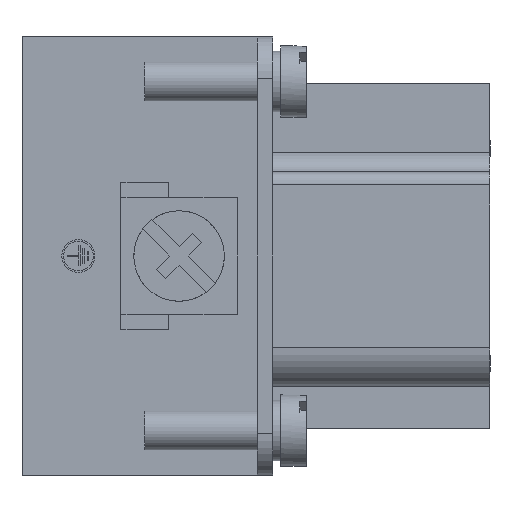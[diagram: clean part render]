
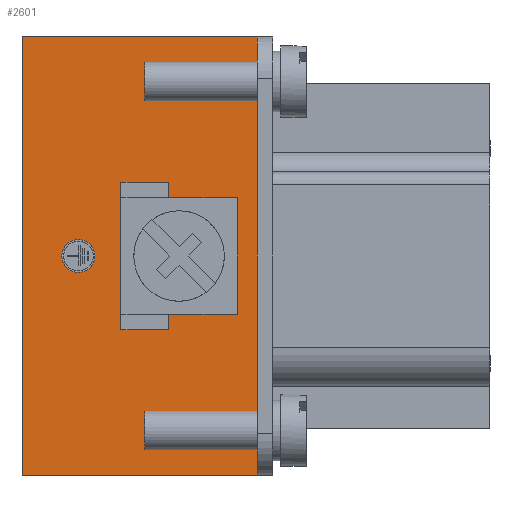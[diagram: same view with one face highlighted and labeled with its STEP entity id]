
A CAD part, left-side view. The second image highlights one B-rep face of the part: STEP entity #2601.
In plain terms, the highlighted planar face has unit normal (-1, 0, 0).
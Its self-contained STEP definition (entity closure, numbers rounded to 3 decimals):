
#1815=FACE_BOUND('',#4209,.T.);
#1816=FACE_BOUND('',#4210,.T.);
#1817=FACE_BOUND('',#4211,.T.);
#2041=CIRCLE('',#12992,1.28);
#2601=ADVANCED_FACE('',(#1815,#1816,#1817),#3075,.T.);
#3075=PLANE('',#13010);
#4209=EDGE_LOOP('',(#6751,#6752,#6753,#6754,#6755,#6756,#6757,#6758));
#4210=EDGE_LOOP('',(#6759));
#4211=EDGE_LOOP('',(#6760,#6761,#6762,#6763));
#6751=ORIENTED_EDGE('',*,*,#9413,.T.);
#6752=ORIENTED_EDGE('',*,*,#9398,.T.);
#6753=ORIENTED_EDGE('',*,*,#9402,.T.);
#6754=ORIENTED_EDGE('',*,*,#9403,.T.);
#6755=ORIENTED_EDGE('',*,*,#9406,.T.);
#6756=ORIENTED_EDGE('',*,*,#9407,.T.);
#6757=ORIENTED_EDGE('',*,*,#9409,.T.);
#6758=ORIENTED_EDGE('',*,*,#9411,.T.);
#6759=ORIENTED_EDGE('',*,*,#9465,.T.);
#6760=ORIENTED_EDGE('',*,*,#9483,.F.);
#6761=ORIENTED_EDGE('',*,*,#9484,.T.);
#6762=ORIENTED_EDGE('',*,*,#9485,.T.);
#6763=ORIENTED_EDGE('',*,*,#9481,.T.);
#8016=VERTEX_POINT('',#18529);
#8017=VERTEX_POINT('',#18530);
#8018=VERTEX_POINT('',#18535);
#8019=VERTEX_POINT('',#18539);
#8020=VERTEX_POINT('',#18543);
#8021=VERTEX_POINT('',#18547);
#8022=VERTEX_POINT('',#18551);
#8023=VERTEX_POINT('',#18555);
#8059=VERTEX_POINT('',#18669);
#8072=VERTEX_POINT('',#18705);
#8073=VERTEX_POINT('',#18707);
#8074=VERTEX_POINT('',#18711);
#8075=VERTEX_POINT('',#18713);
#9398=EDGE_CURVE('',#8016,#8017,#10637,.T.);
#9402=EDGE_CURVE('',#8017,#8018,#10641,.T.);
#9403=EDGE_CURVE('',#8018,#8019,#10642,.T.);
#9406=EDGE_CURVE('',#8019,#8020,#10645,.T.);
#9407=EDGE_CURVE('',#8020,#8021,#10646,.T.);
#9409=EDGE_CURVE('',#8021,#8022,#10648,.T.);
#9411=EDGE_CURVE('',#8022,#8023,#10650,.T.);
#9413=EDGE_CURVE('',#8023,#8016,#10652,.T.);
#9465=EDGE_CURVE('',#8059,#8059,#2041,.T.);
#9481=EDGE_CURVE('',#8073,#8072,#10708,.T.);
#9483=EDGE_CURVE('',#8074,#8072,#10710,.T.);
#9484=EDGE_CURVE('',#8074,#8075,#10711,.T.);
#9485=EDGE_CURVE('',#8075,#8073,#10712,.T.);
#10637=LINE('',#18528,#11858);
#10641=LINE('',#18536,#11862);
#10642=LINE('',#18538,#11863);
#10645=LINE('',#18544,#11866);
#10646=LINE('',#18546,#11867);
#10648=LINE('',#18550,#11869);
#10650=LINE('',#18554,#11871);
#10652=LINE('',#18558,#11873);
#10708=LINE('',#18706,#11929);
#10710=LINE('',#18710,#11931);
#10711=LINE('',#18712,#11932);
#10712=LINE('',#18714,#11933);
#11858=VECTOR('',#15506,1.);
#11862=VECTOR('',#15512,1.);
#11863=VECTOR('',#15515,1.);
#11866=VECTOR('',#15520,1.);
#11867=VECTOR('',#15523,1.);
#11869=VECTOR('',#15527,1.);
#11871=VECTOR('',#15531,1.);
#11873=VECTOR('',#15535,1.);
#11929=VECTOR('',#15677,1.);
#11931=VECTOR('',#15681,1.);
#11932=VECTOR('',#15682,1.);
#11933=VECTOR('',#15683,1.);
#12992=AXIS2_PLACEMENT_3D('',#18668,#15636,#15637);
#13010=AXIS2_PLACEMENT_3D('',#18715,#15684,#15685);
#15506=DIRECTION('',(0.,0.,-1.));
#15512=DIRECTION('',(0.,-1.,0.));
#15515=DIRECTION('',(0.,0.,-1.));
#15520=DIRECTION('',(0.,1.,0.));
#15523=DIRECTION('',(0.,0.,-1.));
#15527=DIRECTION('',(0.,1.,0.));
#15531=DIRECTION('',(0.,0.,1.));
#15535=DIRECTION('',(0.,-1.,0.));
#15636=DIRECTION('',(1.,0.,0.));
#15637=DIRECTION('',(0.,-1.,0.));
#15677=DIRECTION('',(0.,0.,1.));
#15681=DIRECTION('',(0.,-1.,0.));
#15682=DIRECTION('',(0.,0.,-1.));
#15683=DIRECTION('',(0.,-1.,0.));
#15684=DIRECTION('',(-1.,0.,0.));
#15685=DIRECTION('',(0.,0.,1.));
#18528=CARTESIAN_POINT('',(-21.65,6.95,5.701));
#18529=CARTESIAN_POINT('',(-21.65,6.95,5.701));
#18530=CARTESIAN_POINT('',(-21.65,6.95,4.501));
#18535=CARTESIAN_POINT('',(-21.65,1.65,4.501));
#18536=CARTESIAN_POINT('',(-21.65,6.95,4.501));
#18538=CARTESIAN_POINT('',(-21.65,1.65,4.501));
#18539=CARTESIAN_POINT('',(-21.65,1.65,-4.499));
#18543=CARTESIAN_POINT('',(-21.65,6.95,-4.499));
#18544=CARTESIAN_POINT('',(-21.65,1.65,-4.499));
#18546=CARTESIAN_POINT('',(-21.65,6.95,-4.499));
#18547=CARTESIAN_POINT('',(-21.65,6.95,-5.699));
#18550=CARTESIAN_POINT('',(-21.65,6.95,-5.699));
#18551=CARTESIAN_POINT('',(-21.65,10.65,-5.699));
#18554=CARTESIAN_POINT('',(-21.65,10.65,-5.699));
#18555=CARTESIAN_POINT('',(-21.65,10.65,5.701));
#18558=CARTESIAN_POINT('',(-21.65,10.65,5.701));
#18668=CARTESIAN_POINT('',(-21.65,13.936,0.001));
#18669=CARTESIAN_POINT('',(-21.65,12.656,0.001));
#18705=CARTESIAN_POINT('',(-21.65,0.1,17.001));
#18706=CARTESIAN_POINT('',(-21.65,0.1,-16.999));
#18707=CARTESIAN_POINT('',(-21.65,0.1,-16.999));
#18710=CARTESIAN_POINT('',(-21.65,18.3,17.001));
#18711=CARTESIAN_POINT('',(-21.65,18.3,17.001));
#18712=CARTESIAN_POINT('',(-21.65,18.3,17.001));
#18713=CARTESIAN_POINT('',(-21.65,18.3,-16.999));
#18714=CARTESIAN_POINT('',(-21.65,18.3,-16.999));
#18715=CARTESIAN_POINT('',(-21.65,-0.9,-17.199));
